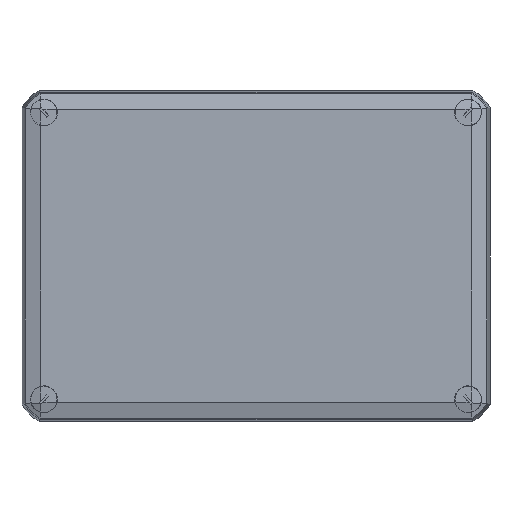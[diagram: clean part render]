
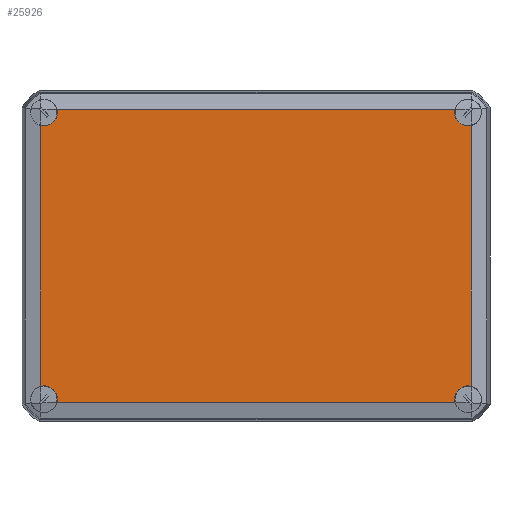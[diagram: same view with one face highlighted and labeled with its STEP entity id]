
A CAD part, top view. The second image highlights one B-rep face of the part: STEP entity #25926.
In plain terms, the highlighted face is planar.
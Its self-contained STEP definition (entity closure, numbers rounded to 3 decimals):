
#9 = DIRECTION ( 'NONE',  ( 0., 0., -1. ) ) ;
#127 = EDGE_CURVE ( 'NONE', #6955, #34392, #32118, .T. ) ;
#1583 = CARTESIAN_POINT ( 'NONE',  ( 129.18, 31.41, -87.38 ) ) ;
#1615 = CARTESIAN_POINT ( 'NONE',  ( -131.017, 31.41, 0. ) ) ;
#2757 = CARTESIAN_POINT ( 'NONE',  ( -121.179, 31.41, -89.217 ) ) ;
#3099 = DIRECTION ( 'NONE',  ( 0., -1., 0. ) ) ;
#4879 = CARTESIAN_POINT ( 'NONE',  ( 131.017, 31.41, -79.379 ) ) ;
#5849 = EDGE_CURVE ( 'NONE', #21723, #29977, #29386, .T. ) ;
#6897 = CARTESIAN_POINT ( 'NONE',  ( 131.017, 31.41, 79.379 ) ) ;
#6955 = VERTEX_POINT ( 'NONE', #4879 ) ;
#6981 = AXIS2_PLACEMENT_3D ( 'NONE', #25692, #19740, #38414 ) ;
#7826 = CARTESIAN_POINT ( 'NONE',  ( -131.387, 31.41, -89.217 ) ) ;
#8065 = AXIS2_PLACEMENT_3D ( 'NONE', #21671, #34382, #37466 ) ;
#8956 = CIRCLE ( 'NONE', #6981, 8.21 ) ;
#9481 = PLANE ( 'NONE',  #19277 ) ;
#10038 = CIRCLE ( 'NONE', #8065, 8.21 ) ;
#10368 = AXIS2_PLACEMENT_3D ( 'NONE', #19234, #12875, #15366 ) ;
#10519 = DIRECTION ( 'NONE',  ( -1., 0., 0. ) ) ;
#10522 = AXIS2_PLACEMENT_3D ( 'NONE', #1583, #14145, #26642 ) ;
#12875 = DIRECTION ( 'NONE',  ( 0., 1., 0. ) ) ;
#14145 = DIRECTION ( 'NONE',  ( 0., -1., 0. ) ) ;
#14276 = VECTOR ( 'NONE', #32415, 1000. ) ;
#14627 = EDGE_CURVE ( 'NONE', #6955, #21723, #15117, .T. ) ;
#14722 = VECTOR ( 'NONE', #26887, 1000. ) ;
#15117 = CIRCLE ( 'NONE', #10522, 8.21 ) ;
#15366 = DIRECTION ( 'NONE',  ( 0., 0., -1. ) ) ;
#15518 = ORIENTED_EDGE ( 'NONE', *, *, #32244, .F. ) ;
#17466 = CARTESIAN_POINT ( 'NONE',  ( -131.387, 31.41, 89.217 ) ) ;
#19234 = CARTESIAN_POINT ( 'NONE',  ( 129.18, 31.41, 87.38 ) ) ;
#19277 = AXIS2_PLACEMENT_3D ( 'NONE', #37602, #3099, #9 ) ;
#19326 = ORIENTED_EDGE ( 'NONE', *, *, #5849, .T. ) ;
#19740 = DIRECTION ( 'NONE',  ( 0., 1., 0. ) ) ;
#20319 = LINE ( 'NONE', #1615, #14276 ) ;
#21671 = CARTESIAN_POINT ( 'NONE',  ( -129.18, 31.41, 87.38 ) ) ;
#21723 = VERTEX_POINT ( 'NONE', #38866 ) ;
#22131 = CARTESIAN_POINT ( 'NONE',  ( 121.179, 31.41, 89.217 ) ) ;
#22501 = CARTESIAN_POINT ( 'NONE',  ( -131.017, 31.41, 79.379 ) ) ;
#22909 = CARTESIAN_POINT ( 'NONE',  ( -121.179, 31.41, 89.217 ) ) ;
#23573 = CARTESIAN_POINT ( 'NONE',  ( -131.017, 31.41, -79.379 ) ) ;
#23731 = CARTESIAN_POINT ( 'NONE',  ( 131.017, 31.41, 0. ) ) ;
#25073 = FACE_OUTER_BOUND ( 'NONE', #37244, .T. ) ;
#25692 = CARTESIAN_POINT ( 'NONE',  ( -129.18, 31.41, -87.38 ) ) ;
#25926 = ADVANCED_FACE ( 'NONE', ( #25073 ), #9481, .F. ) ;
#26576 = DIRECTION ( 'NONE',  ( 0., 0., 1. ) ) ;
#26642 = DIRECTION ( 'NONE',  ( 0., 0., 1. ) ) ;
#26887 = DIRECTION ( 'NONE',  ( -1., 0., 0. ) ) ;
#27050 = VECTOR ( 'NONE', #26576, 1000. ) ;
#27486 = VERTEX_POINT ( 'NONE', #23573 ) ;
#28072 = CIRCLE ( 'NONE', #10368, 8.21 ) ;
#28194 = EDGE_CURVE ( 'NONE', #35334, #36880, #34052, .T. ) ;
#29386 = LINE ( 'NONE', #7826, #33524 ) ;
#29977 = VERTEX_POINT ( 'NONE', #2757 ) ;
#30122 = ORIENTED_EDGE ( 'NONE', *, *, #127, .F. ) ;
#30545 = VERTEX_POINT ( 'NONE', #22501 ) ;
#32118 = LINE ( 'NONE', #23731, #27050 ) ;
#32244 = EDGE_CURVE ( 'NONE', #27486, #29977, #8956, .T. ) ;
#32415 = DIRECTION ( 'NONE',  ( 0., 0., 1. ) ) ;
#33474 = EDGE_CURVE ( 'NONE', #27486, #30545, #20319, .T. ) ;
#33524 = VECTOR ( 'NONE', #10519, 1000. ) ;
#34052 = LINE ( 'NONE', #17466, #14722 ) ;
#34119 = EDGE_CURVE ( 'NONE', #34392, #35334, #28072, .T. ) ;
#34382 = DIRECTION ( 'NONE',  ( 0., -1., 0. ) ) ;
#34392 = VERTEX_POINT ( 'NONE', #6897 ) ;
#35334 = VERTEX_POINT ( 'NONE', #22131 ) ;
#35482 = ORIENTED_EDGE ( 'NONE', *, *, #28194, .F. ) ;
#35972 = ORIENTED_EDGE ( 'NONE', *, *, #33474, .T. ) ;
#36455 = ORIENTED_EDGE ( 'NONE', *, *, #14627, .T. ) ;
#36880 = VERTEX_POINT ( 'NONE', #22909 ) ;
#37123 = ORIENTED_EDGE ( 'NONE', *, *, #39617, .T. ) ;
#37244 = EDGE_LOOP ( 'NONE', ( #19326, #15518, #35972, #37123, #35482, #38247, #30122, #36455 ) ) ;
#37466 = DIRECTION ( 'NONE',  ( 0., 0., -1. ) ) ;
#37602 = CARTESIAN_POINT ( 'NONE',  ( -120.804, 31.41, -79.004 ) ) ;
#38247 = ORIENTED_EDGE ( 'NONE', *, *, #34119, .F. ) ;
#38414 = DIRECTION ( 'NONE',  ( 0., 0., 1. ) ) ;
#38866 = CARTESIAN_POINT ( 'NONE',  ( 121.179, 31.41, -89.217 ) ) ;
#39617 = EDGE_CURVE ( 'NONE', #30545, #36880, #10038, .T. ) ;
